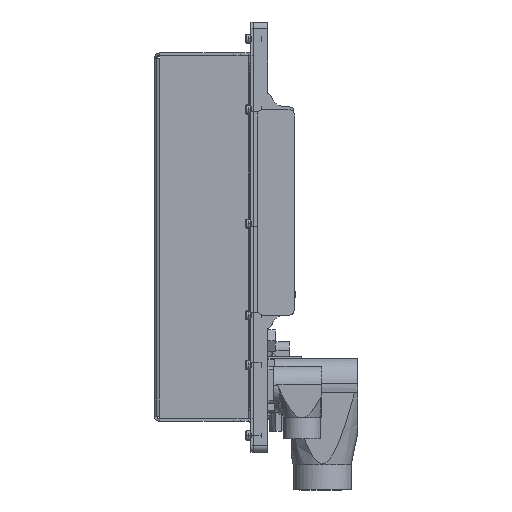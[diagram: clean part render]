
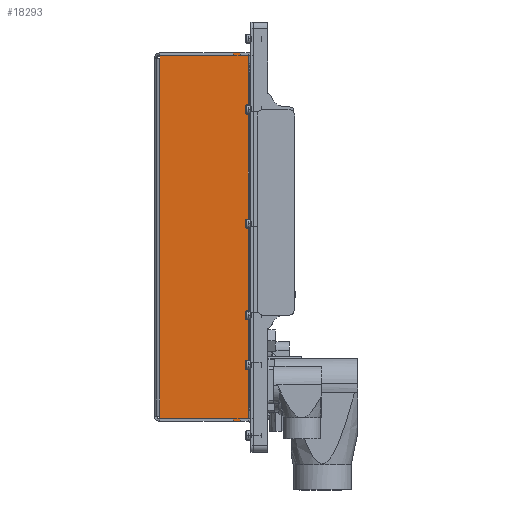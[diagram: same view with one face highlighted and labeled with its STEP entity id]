
A CAD part, left-side view. The second image highlights one B-rep face of the part: STEP entity #18293.
In plain terms, the highlighted face is planar.
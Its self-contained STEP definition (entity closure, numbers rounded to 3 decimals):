
#231 = VECTOR ( 'NONE', #7610, 1000. ) ;
#911 = EDGE_CURVE ( 'NONE', #1039, #13246, #25224, .T. ) ;
#1039 = VERTEX_POINT ( 'NONE', #4283 ) ;
#1230 = LINE ( 'NONE', #11321, #31203 ) ;
#1238 = CARTESIAN_POINT ( 'NONE',  ( 0., 66.716, -4. ) ) ;
#1399 = VERTEX_POINT ( 'NONE', #23119 ) ;
#1502 = CARTESIAN_POINT ( 'NONE',  ( 137., 66.716, -59.004 ) ) ;
#1596 = CARTESIAN_POINT ( 'NONE',  ( -134.95, 66.716, -64.004 ) ) ;
#1694 = EDGE_CURVE ( 'NONE', #14634, #23970, #11441, .T. ) ;
#3480 = CARTESIAN_POINT ( 'NONE',  ( -134.95, 66.716, -70.004 ) ) ;
#3524 = ORIENTED_EDGE ( 'NONE', *, *, #13595, .T. ) ;
#3828 = CARTESIAN_POINT ( 'NONE',  ( -134.95, 66.716, -64.004 ) ) ;
#3909 = DIRECTION ( 'NONE',  ( -1., 0., 0. ) ) ;
#4283 = CARTESIAN_POINT ( 'NONE',  ( 134.95, 66.716, -70.004 ) ) ;
#5866 = VECTOR ( 'NONE', #10024, 1000. ) ;
#6466 = EDGE_CURVE ( 'NONE', #24751, #1039, #26234, .T. ) ;
#7065 = DIRECTION ( 'NONE',  ( 0., 0., 1. ) ) ;
#7610 = DIRECTION ( 'NONE',  ( 0., 0., 1. ) ) ;
#7698 = EDGE_CURVE ( 'NONE', #1399, #20039, #1230, .T. ) ;
#7885 = LINE ( 'NONE', #22683, #5866 ) ;
#7972 = DIRECTION ( 'NONE',  ( 1., 0., 0. ) ) ;
#7980 = CARTESIAN_POINT ( 'NONE',  ( 134.95, 66.716, -59.004 ) ) ;
#8133 = VERTEX_POINT ( 'NONE', #25545 ) ;
#8346 = VECTOR ( 'NONE', #28501, 1000. ) ;
#8403 = LINE ( 'NONE', #16353, #19861 ) ;
#8465 = LINE ( 'NONE', #17914, #21126 ) ;
#9161 = VERTEX_POINT ( 'NONE', #24846 ) ;
#9185 = CARTESIAN_POINT ( 'NONE',  ( -137., 66.716, -59.004 ) ) ;
#9423 = CARTESIAN_POINT ( 'NONE',  ( 133., 66.716, -4. ) ) ;
#10024 = DIRECTION ( 'NONE',  ( 0., 0., -1. ) ) ;
#10452 = DIRECTION ( 'NONE',  ( 0., 0., -1. ) ) ;
#10692 = EDGE_CURVE ( 'NONE', #20039, #23966, #11685, .T. ) ;
#11270 = CARTESIAN_POINT ( 'NONE',  ( 0., 66.716, -70.004 ) ) ;
#11321 = CARTESIAN_POINT ( 'NONE',  ( -133., 66.716, 1051.426 ) ) ;
#11438 = PLANE ( 'NONE',  #19201 ) ;
#11441 = LINE ( 'NONE', #3828, #26568 ) ;
#11496 = ORIENTED_EDGE ( 'NONE', *, *, #15994, .T. ) ;
#11685 = LINE ( 'NONE', #14823, #30274 ) ;
#11846 = VECTOR ( 'NONE', #7065, 1000. ) ;
#11867 = ORIENTED_EDGE ( 'NONE', *, *, #1694, .T. ) ;
#12250 = CARTESIAN_POINT ( 'NONE',  ( 134.95, 66.716, -70.004 ) ) ;
#12781 = EDGE_CURVE ( 'NONE', #13246, #30848, #18365, .T. ) ;
#12920 = ORIENTED_EDGE ( 'NONE', *, *, #15182, .T. ) ;
#13190 = EDGE_LOOP ( 'NONE', ( #17373, #27580, #15151, #30183, #3524, #15696, #18933, #11867, #11496, #25785, #29775, #18468, #14670, #12920, #19179, #28532 ) ) ;
#13246 = VERTEX_POINT ( 'NONE', #18125 ) ;
#13595 = EDGE_CURVE ( 'NONE', #23966, #9161, #8465, .T. ) ;
#13651 = VECTOR ( 'NONE', #7972, 1000. ) ;
#13847 = LINE ( 'NONE', #31438, #31566 ) ;
#14161 = LINE ( 'NONE', #1238, #15574 ) ;
#14634 = VERTEX_POINT ( 'NONE', #28817 ) ;
#14670 = ORIENTED_EDGE ( 'NONE', *, *, #19905, .T. ) ;
#14823 = CARTESIAN_POINT ( 'NONE',  ( -134.95, 66.716, -4.004 ) ) ;
#15151 = ORIENTED_EDGE ( 'NONE', *, *, #7698, .T. ) ;
#15182 = EDGE_CURVE ( 'NONE', #19555, #22875, #30701, .T. ) ;
#15425 = VERTEX_POINT ( 'NONE', #9423 ) ;
#15574 = VECTOR ( 'NONE', #29107, 1000. ) ;
#15696 = ORIENTED_EDGE ( 'NONE', *, *, #28600, .T. ) ;
#15824 = DIRECTION ( 'NONE',  ( 0., 0., 1. ) ) ;
#15867 = DIRECTION ( 'NONE',  ( 0., 0., 1. ) ) ;
#15984 = CARTESIAN_POINT ( 'NONE',  ( 134.95, 66.716, -59.004 ) ) ;
#15994 = EDGE_CURVE ( 'NONE', #23970, #24751, #7885, .T. ) ;
#16180 = VECTOR ( 'NONE', #15824, 1000. ) ;
#16345 = EDGE_CURVE ( 'NONE', #23416, #14634, #31917, .T. ) ;
#16353 = CARTESIAN_POINT ( 'NONE',  ( 134.95, 66.716, -4.004 ) ) ;
#17182 = CARTESIAN_POINT ( 'NONE',  ( 137., 66.716, -59.004 ) ) ;
#17373 = ORIENTED_EDGE ( 'NONE', *, *, #30759, .T. ) ;
#17843 = CARTESIAN_POINT ( 'NONE',  ( -133., 66.716, -4.004 ) ) ;
#17914 = CARTESIAN_POINT ( 'NONE',  ( -134.95, 66.716, -59.004 ) ) ;
#18000 = VECTOR ( 'NONE', #28052, 1000. ) ;
#18125 = CARTESIAN_POINT ( 'NONE',  ( 134.95, 66.716, -64.004 ) ) ;
#18293 = ADVANCED_FACE ( 'NONE', ( #31686 ), #11438, .T. ) ;
#18311 = DIRECTION ( 'NONE',  ( 0., 0., -1. ) ) ;
#18365 = LINE ( 'NONE', #28338, #8346 ) ;
#18468 = ORIENTED_EDGE ( 'NONE', *, *, #12781, .T. ) ;
#18832 = CARTESIAN_POINT ( 'NONE',  ( 137., 66.716, -64.004 ) ) ;
#18933 = ORIENTED_EDGE ( 'NONE', *, *, #16345, .T. ) ;
#19078 = DIRECTION ( 'NONE',  ( 0., -1., 0. ) ) ;
#19179 = ORIENTED_EDGE ( 'NONE', *, *, #21442, .T. ) ;
#19201 = AXIS2_PLACEMENT_3D ( 'NONE', #11270, #19078, #26581 ) ;
#19555 = VERTEX_POINT ( 'NONE', #1502 ) ;
#19690 = LINE ( 'NONE', #17182, #11846 ) ;
#19861 = VECTOR ( 'NONE', #3909, 1000. ) ;
#19905 = EDGE_CURVE ( 'NONE', #30848, #19555, #19690, .T. ) ;
#20039 = VERTEX_POINT ( 'NONE', #17843 ) ;
#20278 = CARTESIAN_POINT ( 'NONE',  ( -137., 66.716, -59.004 ) ) ;
#20857 = LINE ( 'NONE', #30962, #23352 ) ;
#21126 = VECTOR ( 'NONE', #10452, 1000. ) ;
#21200 = CARTESIAN_POINT ( 'NONE',  ( -134.95, 66.716, -4.004 ) ) ;
#21374 = EDGE_CURVE ( 'NONE', #8133, #25542, #8403, .T. ) ;
#21442 = EDGE_CURVE ( 'NONE', #22875, #8133, #30593, .T. ) ;
#22256 = CARTESIAN_POINT ( 'NONE',  ( -134.95, 66.716, -70.004 ) ) ;
#22333 = DIRECTION ( 'NONE',  ( -1., 0., 0. ) ) ;
#22385 = CARTESIAN_POINT ( 'NONE',  ( 133., 66.716, -4.004 ) ) ;
#22683 = CARTESIAN_POINT ( 'NONE',  ( -134.95, 66.716, -70.004 ) ) ;
#22875 = VERTEX_POINT ( 'NONE', #29184 ) ;
#23119 = CARTESIAN_POINT ( 'NONE',  ( -133., 66.716, -4. ) ) ;
#23352 = VECTOR ( 'NONE', #15867, 1000. ) ;
#23416 = VERTEX_POINT ( 'NONE', #20278 ) ;
#23966 = VERTEX_POINT ( 'NONE', #21200 ) ;
#23970 = VERTEX_POINT ( 'NONE', #1596 ) ;
#24403 = EDGE_CURVE ( 'NONE', #15425, #1399, #14161, .T. ) ;
#24751 = VERTEX_POINT ( 'NONE', #22256 ) ;
#24846 = CARTESIAN_POINT ( 'NONE',  ( -134.95, 66.716, -59.004 ) ) ;
#25224 = LINE ( 'NONE', #12250, #231 ) ;
#25542 = VERTEX_POINT ( 'NONE', #22385 ) ;
#25545 = CARTESIAN_POINT ( 'NONE',  ( 134.95, 66.716, -4.004 ) ) ;
#25785 = ORIENTED_EDGE ( 'NONE', *, *, #6466, .T. ) ;
#26234 = LINE ( 'NONE', #3480, #13651 ) ;
#26568 = VECTOR ( 'NONE', #29542, 1000. ) ;
#26581 = DIRECTION ( 'NONE',  ( 1., 0., 0. ) ) ;
#26968 = DIRECTION ( 'NONE',  ( 0., 0., -1. ) ) ;
#27580 = ORIENTED_EDGE ( 'NONE', *, *, #24403, .T. ) ;
#28052 = DIRECTION ( 'NONE',  ( -1., 0., 0. ) ) ;
#28338 = CARTESIAN_POINT ( 'NONE',  ( 134.95, 66.716, -64.004 ) ) ;
#28501 = DIRECTION ( 'NONE',  ( 1., 0., 0. ) ) ;
#28532 = ORIENTED_EDGE ( 'NONE', *, *, #21374, .T. ) ;
#28600 = EDGE_CURVE ( 'NONE', #9161, #23416, #13847, .T. ) ;
#28666 = VECTOR ( 'NONE', #26968, 1000. ) ;
#28817 = CARTESIAN_POINT ( 'NONE',  ( -137., 66.716, -64.004 ) ) ;
#29107 = DIRECTION ( 'NONE',  ( -1., 0., 0. ) ) ;
#29184 = CARTESIAN_POINT ( 'NONE',  ( 134.95, 66.716, -59.004 ) ) ;
#29542 = DIRECTION ( 'NONE',  ( 1., 0., 0. ) ) ;
#29775 = ORIENTED_EDGE ( 'NONE', *, *, #911, .T. ) ;
#30183 = ORIENTED_EDGE ( 'NONE', *, *, #10692, .T. ) ;
#30274 = VECTOR ( 'NONE', #22333, 1000. ) ;
#30593 = LINE ( 'NONE', #15984, #16180 ) ;
#30701 = LINE ( 'NONE', #7980, #18000 ) ;
#30759 = EDGE_CURVE ( 'NONE', #25542, #15425, #20857, .T. ) ;
#30848 = VERTEX_POINT ( 'NONE', #18832 ) ;
#30962 = CARTESIAN_POINT ( 'NONE',  ( 133., 66.716, 1051.426 ) ) ;
#31203 = VECTOR ( 'NONE', #18311, 1000. ) ;
#31438 = CARTESIAN_POINT ( 'NONE',  ( -134.95, 66.716, -59.004 ) ) ;
#31566 = VECTOR ( 'NONE', #31919, 1000. ) ;
#31686 = FACE_OUTER_BOUND ( 'NONE', #13190, .T. ) ;
#31917 = LINE ( 'NONE', #9185, #28666 ) ;
#31919 = DIRECTION ( 'NONE',  ( -1., 0., 0. ) ) ;
